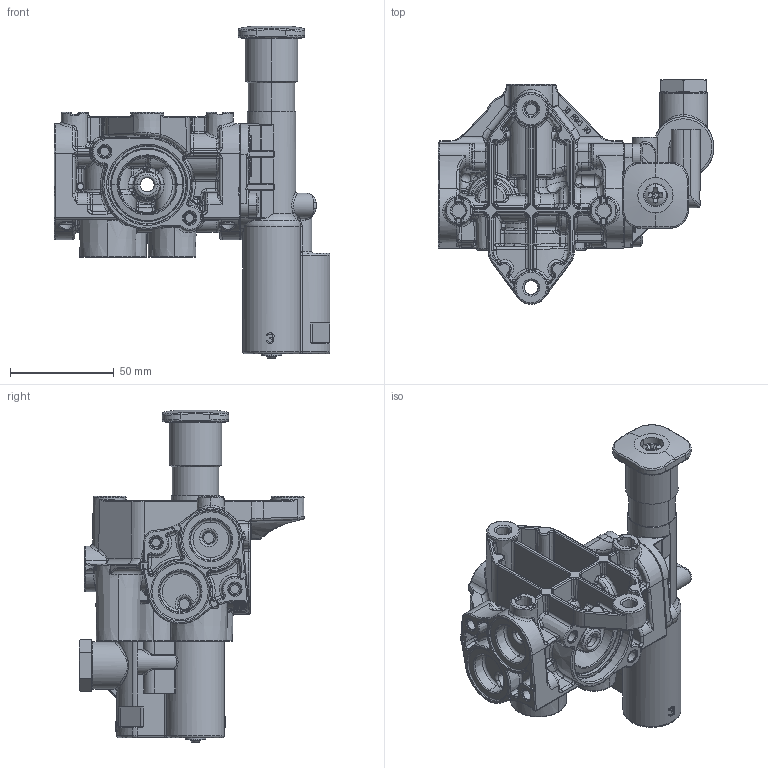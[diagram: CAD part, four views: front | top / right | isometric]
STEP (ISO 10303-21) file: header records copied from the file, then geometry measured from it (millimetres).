
FILE_DESCRIPTION((''),'2;1');
FILE_NAME('352075051_SW','2012-05-21T',('engelg'),(''),'PRO/ENGINEER BY PARAMETRIC TECHNOLOGY CORPORATION, 2010230','PRO/ENGINEER BY PARAMETRIC TECHNOLOGY CORPORATION, 2010230','');
FILE_SCHEMA(('AUTOMOTIVE_DESIGN_CC2 { 1 2 10303 214 -1 1 5 2 }'));
Products named in the file (1): 352075051_SW
Bounding box: 133.25 x 108.64 x 160.3 mm (x, y, z)
Surface area: 116705.1 mm2 (no closed solid volume)
Topology: 0 solids, 88 shells, 2711 faces, 8772 edges, 5936 vertices
Faces by surface type: cylinder 726, bspline 719, torus 421, plane 414, cone 234, sphere 197
Entity records: 155906 total; most frequent: CARTESIAN_POINT 69129, ORIENTED_EDGE 14300, DIRECTION 12273, EDGE_CURVE 8749, VERTEX_POINT 5936, AXIS2_PLACEMENT_3D 4846, B_SPLINE_CURVE_WITH_KNOTS 3314, CIRCLE 2854
